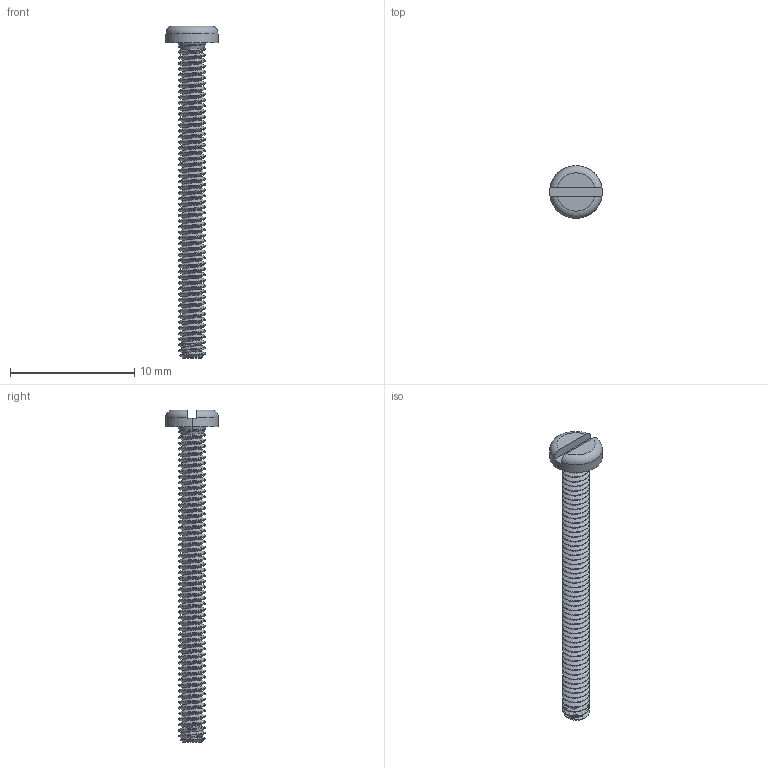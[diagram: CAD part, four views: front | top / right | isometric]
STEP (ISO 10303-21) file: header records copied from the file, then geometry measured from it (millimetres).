
FILE_DESCRIPTION (( 'STEP AP203' ), '1' );
FILE_NAME ('93135A086_Off-White Nylon Pan Head Screws.STEP', '2025-04-28T18:28:32', ( 'Administrator' ), ( 'Managed by Terraform' ), 'SwSTEP 2.0', 'SolidWorks 2017', '' );
FILE_SCHEMA (( 'CONFIG_CONTROL_DESIGN' ));
Length unit declared in the file: inch
Products named in the file (1): 93135A086_Off-White Nylon Pan Head Screws
Bounding box: 4.24 x 4.24 x 26.75 mm (x, y, z)
Volume: 88.3 mm3; surface area: 307.8 mm2
Topology: 1 solids, 1 shells, 131 faces, 384 edges, 256 vertices
Faces by surface type: cylinder 113, plane 7, cone 6, bspline 3, torus 2
Entity records: 10980 total; most frequent: CARTESIAN_POINT 8119, ORIENTED_EDGE 768, DIRECTION 416, EDGE_CURVE 384, VERTEX_POINT 256, AXIS2_PLACEMENT_3D 145, EDGE_LOOP 132, ADVANCED_FACE 131
